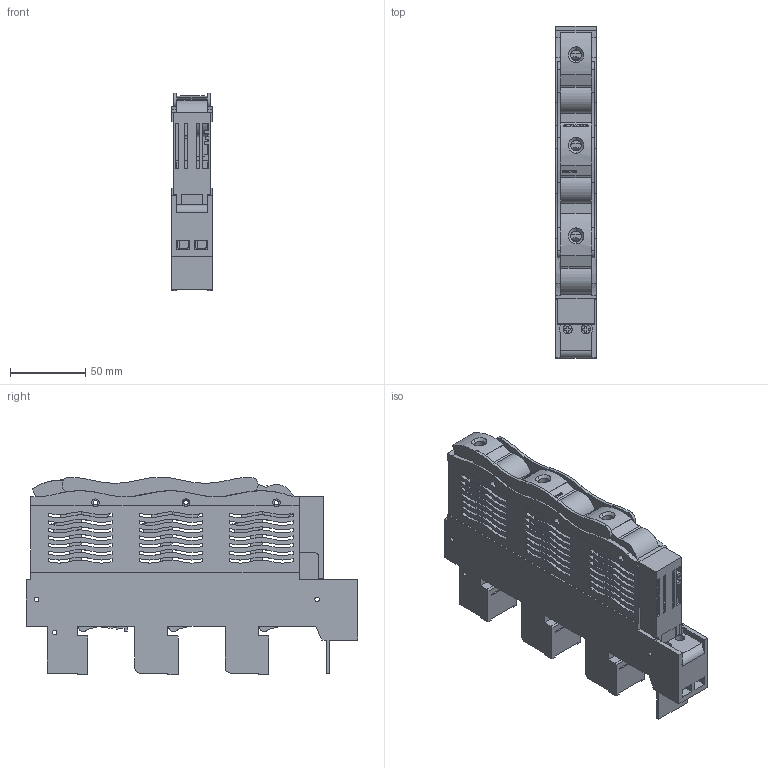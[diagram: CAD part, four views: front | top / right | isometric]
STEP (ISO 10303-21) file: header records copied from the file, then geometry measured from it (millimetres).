
FILE_DESCRIPTION(/* description */ (''),/* implementation_level */ '2;1');
FILE_NAME(/* name */ '5SG7230_v.stp',/* time_stamp */ '2023-03-31T15:35:51+02:00',/* author */ ('"(c) Siemens AG Smart Infrastructure"'),/* organization */ ('"(c) Siemens AG - Smart Infrastructure - EP"'),/* preprocessor_version */ 'ST-DEVELOPER v18.101',/* originating_system */ 'SIEMENS PLM Software NX 2008',/* authorisation */ '"Transmittal reproduction, dissemination and/or editing of this document as well as utilization of its contents and communication thereof to others without express authorization is prohibited. Offenders will be held liable for payment of damages. All rights created by patent grant or registration of a utility model or design patent are reserved."');
FILE_SCHEMA (('AUTOMOTIVE_DESIGN { 1 0 10303 214 3 1 1 1 }'));
Length unit declared in the file: millimetre
Products named in the file (1): model1
Bounding box: 27 x 220 x 130.87 mm (x, y, z)
Volume: 435480.4 mm3; surface area: 120155.2 mm2
Topology: 1 solids, 9 shells, 1121 faces, 3605 edges, 2377 vertices
Faces by surface type: plane 708, cylinder 345, bspline 42, extrusion 20, cone 6
Full cylindrical faces by diameter (mm): 3 x9, 4 x6, 5 x6, 6 x6, 7 x3, 9 x6
Entity records: 47624 total; most frequent: CARTESIAN_POINT 14821, ORIENTED_EDGE 7028, DIRECTION 6301, EDGE_CURVE 3514, VERTEX_POINT 2330, VECTOR 2297, LINE 2277, AXIS2_PLACEMENT_3D 2002
